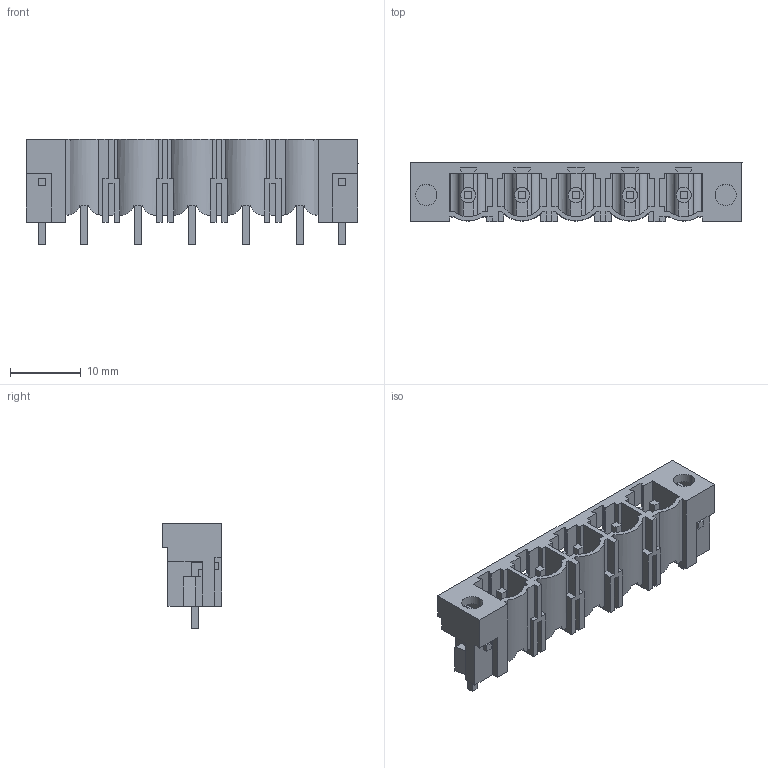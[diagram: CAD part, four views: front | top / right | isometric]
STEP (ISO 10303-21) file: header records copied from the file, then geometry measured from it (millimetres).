
FILE_DESCRIPTION(('CATIA V5 STEP Exchange','CAx-IF Rec.Pracs.--- Model Styling and Organization---1.4--- 2014-01-23'),'2;1');
FILE_NAME ('D1448942_1_1141230000_1141230000.stp','2021-05-20T14:23:20+00:00',('none'),('Weidmueller'),'CATIA Version 5-6 Release 2016 SP3 HF44','CATIA V5 STEP AP214','none');
FILE_SCHEMA(('AUTOMOTIVE_DESIGN { 1 0 10303 214 1 1 1 1 }'));
Length unit declared in the file: millimetre
Products named in the file (1): 1141230000
Bounding box: 46.96 x 8.4 x 14.95 mm (x, y, z)
Volume: 1816.3 mm3; surface area: 4340.4 mm2
Topology: 8 solids, 8 shells, 367 faces, 1047 edges, 689 vertices
Faces by surface type: plane 313, cylinder 54
Entity records: 11324 total; most frequent: CARTESIAN_POINT 2208, ORIENTED_EDGE 2094, DIRECTION 1530, EDGE_CURVE 1047, VECTOR 899, LINE 899, VERTEX_POINT 689, EDGE_LOOP 378
